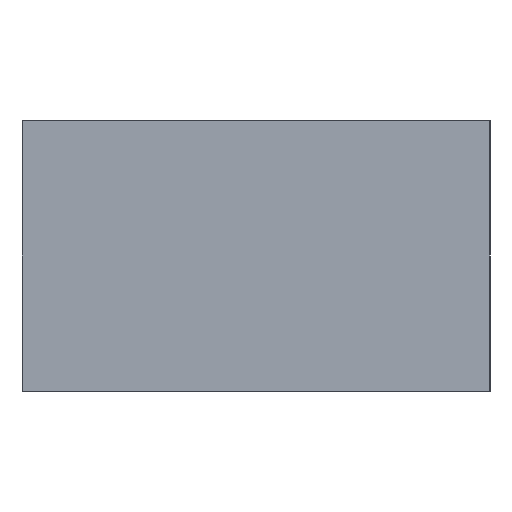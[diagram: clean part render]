
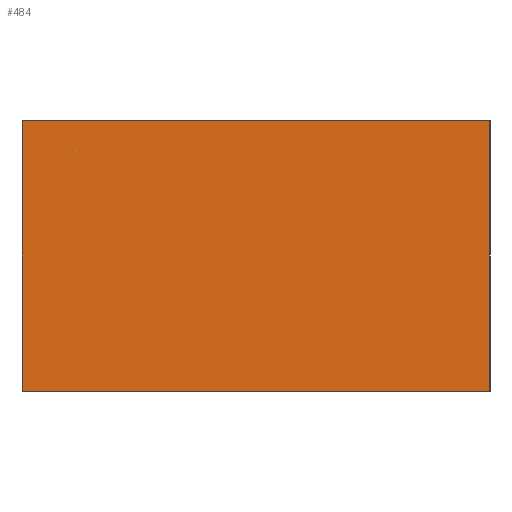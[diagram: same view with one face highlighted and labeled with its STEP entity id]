
A CAD part, left-side view. The second image highlights one B-rep face of the part: STEP entity #484.
In plain terms, the highlighted planar face has unit normal (-1, 0, 0).
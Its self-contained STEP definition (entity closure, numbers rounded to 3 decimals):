
#428=CARTESIAN_POINT('',(-0.875,-0.475,0.55));
#429=VERTEX_POINT('',#428);
#436=CARTESIAN_POINT('',(-0.875,-0.475,0.0));
#437=VERTEX_POINT('',#436);
#438=CARTESIAN_POINT('',(-0.875,-0.475,0.0));
#439=DIRECTION('',(0.0,0.0,1.0));
#440=VECTOR('',#439,0.55);
#441=LINE('',#438,#440);
#442=EDGE_CURVE('',#437,#429,#441,.T.);
#454=CARTESIAN_POINT('',(-0.875,-0.475,0.0));
#455=DIRECTION('',(-1.0,0.0,0.0));
#456=DIRECTION('',(0.0,0.0,1.0));
#457=AXIS2_PLACEMENT_3D('',#454,#455,#456);
#458=PLANE('',#457);
#459=CARTESIAN_POINT('',(-0.875,0.475,0.55));
#460=VERTEX_POINT('',#459);
#461=CARTESIAN_POINT('',(-0.875,-0.475,0.55));
#462=DIRECTION('',(0.0,1.0,0.0));
#463=VECTOR('',#462,0.95);
#464=LINE('',#461,#463);
#465=EDGE_CURVE('',#429,#460,#464,.T.);
#466=ORIENTED_EDGE('',*,*,#465,.T.);
#467=CARTESIAN_POINT('',(-0.875,0.475,0.0));
#468=VERTEX_POINT('',#467);
#469=CARTESIAN_POINT('',(-0.875,0.475,0.0));
#470=DIRECTION('',(0.0,0.0,1.0));
#471=VECTOR('',#470,0.55);
#472=LINE('',#469,#471);
#473=EDGE_CURVE('',#468,#460,#472,.T.);
#474=ORIENTED_EDGE('',*,*,#473,.F.);
#475=CARTESIAN_POINT('',(-0.875,-0.475,0.0));
#476=DIRECTION('',(0.0,1.0,0.0));
#477=VECTOR('',#476,0.95);
#478=LINE('',#475,#477);
#479=EDGE_CURVE('',#437,#468,#478,.T.);
#480=ORIENTED_EDGE('',*,*,#479,.F.);
#481=ORIENTED_EDGE('',*,*,#442,.T.);
#482=EDGE_LOOP('',(#466,#474,#480,#481));
#483=FACE_OUTER_BOUND('',#482,.T.);
#484=ADVANCED_FACE('',(#483),#458,.T.);
